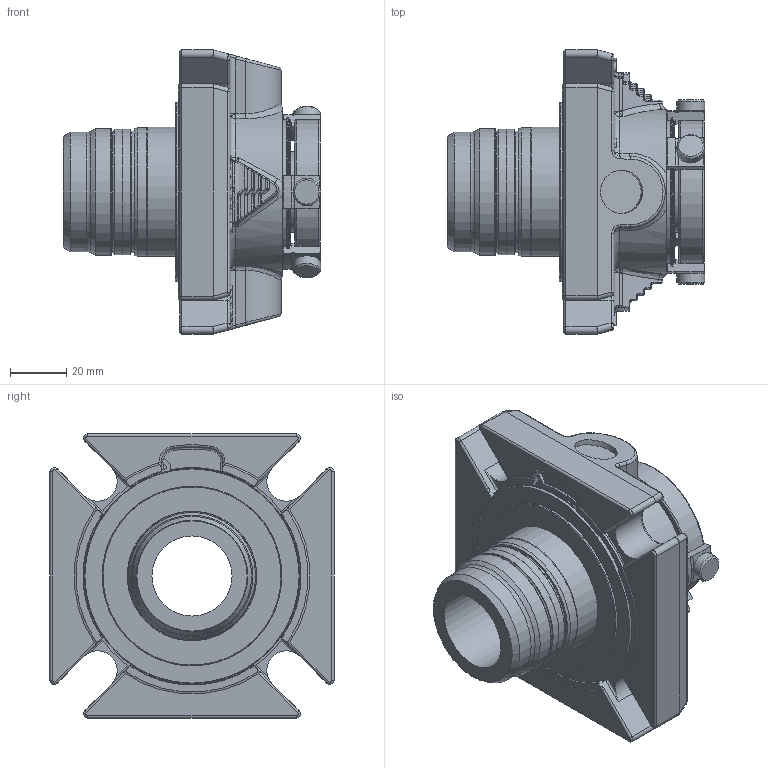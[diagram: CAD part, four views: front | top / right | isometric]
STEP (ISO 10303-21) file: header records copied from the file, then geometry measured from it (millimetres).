
FILE_DESCRIPTION(/* description */ ('Unknown'),/* implementation_level */ '2;1');
FILE_NAME(/* name */ '1.125-DMSF-LARGE-BOX-BORE-SEAL-ARRANGEMENT',/* time_stamp */ '2023-06-02T11:25:49+01:00',/* author */ ('Unknown'),/* organization */ ('Unknown'),/* preprocessor_version */ 'ST-DEVELOPER v18.102',/* originating_system */ 'Solid Edge',/* authorisation */ 'Unknown');
FILE_SCHEMA (('AUTOMOTIVE_DESIGN {1 0 10303 214 3 1 1}'));
Length unit declared in the file: millimetre
Products named in the file (1): 1.125
Bounding box: 91.91 x 101.35 x 101.35 mm (x, y, z)
Volume: 262032.7 mm3; surface area: 60287.8 mm2
Topology: 1 solids, 1 shells, 1075 faces, 2738 edges, 1700 vertices
Faces by surface type: cylinder 342, plane 324, bspline 232, torus 104, cone 41, sphere 32
Full cylindrical faces by diameter (mm): 3.628 x2, 5.994 x4, 9.88 x4, 15.5 x2, 28.575 x1, 28.648 x1, 30.906 x1, 31.287 x1, 42.579 x1, 43.238 x2, 44.913 x2, 45.319 x1, 46.004 x1, 46.258 x1, 51.663 x1, 51.714 x2, 53.238 x1, 60.239 x1, 64.071 x1, 73.764 x1, 76.424 x1, 76.707 x1, 77.113 x1
Entity records: 41908 total; most frequent: CARTESIAN_POINT 10071, ORIENTED_EDGE 5266, DIRECTION 4698, EDGE_CURVE 2633, AXIS2_PLACEMENT_3D 1765, VERTEX_POINT 1677, EDGE_LOOP 1202, FACE_BOUND 1202
